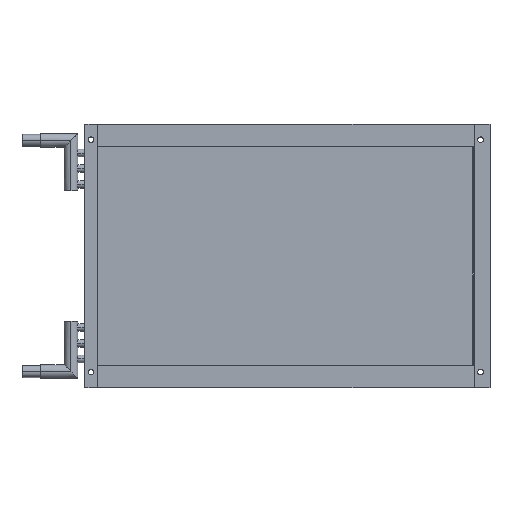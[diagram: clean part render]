
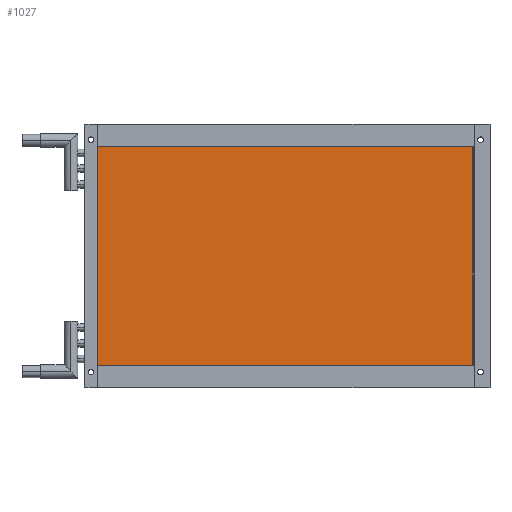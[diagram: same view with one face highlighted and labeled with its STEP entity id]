
A CAD part, top view. The second image highlights one B-rep face of the part: STEP entity #1027.
In plain terms, the highlighted planar face has unit normal (0, 0, 1).
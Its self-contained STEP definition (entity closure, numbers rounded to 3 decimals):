
#1027 = ADVANCED_FACE ( 'NONE', ( #3499 ), #3497, .F. ) ;
#1028 = EDGE_LOOP ( 'NONE', ( #1029, #1032, #1033, #1089 ) ) ;
#1029 = ORIENTED_EDGE ( 'NONE', *, *, #1030, .F. ) ;
#1030 = EDGE_CURVE ( 'NONE', #1048, #1031, #3498, .T. ) ;
#1031 = VERTEX_POINT ( 'NONE', #3489 ) ;
#1032 = ORIENTED_EDGE ( 'NONE', *, *, #1047, .T. ) ;
#1033 = ORIENTED_EDGE ( 'NONE', *, *, #1088, .T. ) ;
#1034 = VERTEX_POINT ( 'NONE', #3488 ) ;
#1047 = EDGE_CURVE ( 'NONE', #1048, #1101, #3534, .T. ) ;
#1048 = VERTEX_POINT ( 'NONE', #3525 ) ;
#1088 = EDGE_CURVE ( 'NONE', #1101, #1034, #3638, .T. ) ;
#1089 = ORIENTED_EDGE ( 'NONE', *, *, #1090, .F. ) ;
#1090 = EDGE_CURVE ( 'NONE', #1031, #1034, #3634, .T. ) ;
#1101 = VERTEX_POINT ( 'NONE', #3612 ) ;
#3488 = CARTESIAN_POINT ( 'NONE',  ( -2.682, -174., 46. ) ) ;
#3489 = CARTESIAN_POINT ( 'NONE',  ( -2.682, 174., 46. ) ) ;
#3490 = DIRECTION ( 'NONE',  ( 1., 0., 0. ) ) ;
#3491 = VECTOR ( 'NONE', #3490, 1000. ) ;
#3492 = CARTESIAN_POINT ( 'NONE',  ( -600., 174., 46. ) ) ;
#3493 = DIRECTION ( 'NONE',  ( -1., 0., 0. ) ) ;
#3494 = DIRECTION ( 'NONE',  ( 0., 0., -1. ) ) ;
#3495 = CARTESIAN_POINT ( 'NONE',  ( -600., 781.862, 46. ) ) ;
#3496 = AXIS2_PLACEMENT_3D ( 'NONE', #3495, #3494, #3493 ) ;
#3497 = PLANE ( 'NONE',  #3496 ) ;
#3498 = LINE ( 'NONE', #3492, #3491 ) ;
#3499 = FACE_OUTER_BOUND ( 'NONE', #1028, .T. ) ;
#3525 = CARTESIAN_POINT ( 'NONE',  ( -600., 174., 46. ) ) ;
#3526 = DIRECTION ( 'NONE',  ( 0., -1., 0. ) ) ;
#3527 = VECTOR ( 'NONE', #3526, 1000. ) ;
#3528 = CARTESIAN_POINT ( 'NONE',  ( -600., 781.862, 46. ) ) ;
#3534 = LINE ( 'NONE', #3528, #3527 ) ;
#3612 = CARTESIAN_POINT ( 'NONE',  ( -600., -174., 46. ) ) ;
#3631 = DIRECTION ( 'NONE',  ( 0., -1., 0. ) ) ;
#3632 = VECTOR ( 'NONE', #3631, 1000. ) ;
#3633 = CARTESIAN_POINT ( 'NONE',  ( -2.682, 781.862, 46. ) ) ;
#3634 = LINE ( 'NONE', #3633, #3632 ) ;
#3635 = DIRECTION ( 'NONE',  ( 1., 0., 0. ) ) ;
#3636 = VECTOR ( 'NONE', #3635, 1000. ) ;
#3637 = CARTESIAN_POINT ( 'NONE',  ( -600., -174., 46. ) ) ;
#3638 = LINE ( 'NONE', #3637, #3636 ) ;
